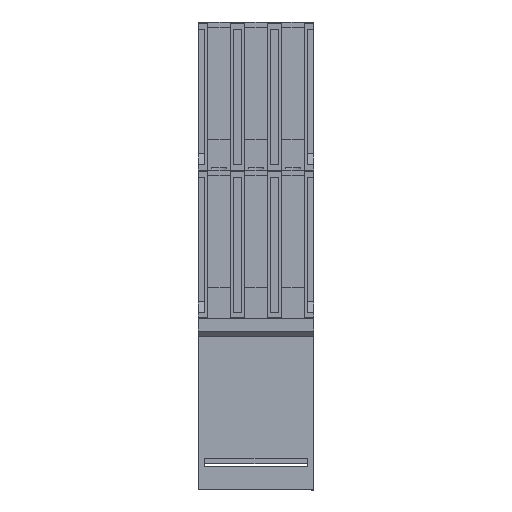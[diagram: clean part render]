
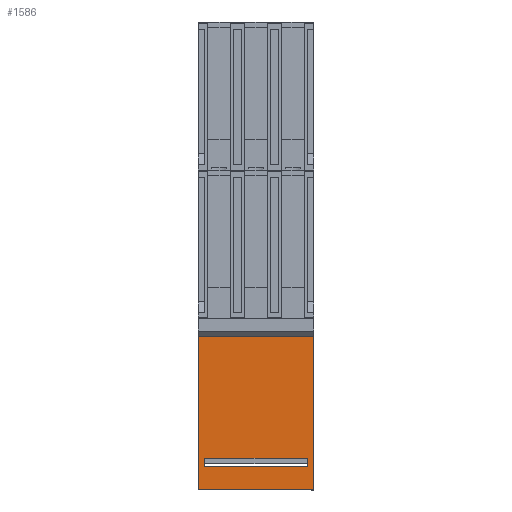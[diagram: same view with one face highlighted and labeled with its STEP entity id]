
A CAD part, front view. The second image highlights one B-rep face of the part: STEP entity #1586.
In plain terms, the highlighted planar face has unit normal (0, -1, 0).
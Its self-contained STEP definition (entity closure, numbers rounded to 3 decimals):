
#1586=ADVANCED_FACE('NONE',(#4151,#4152),#4153,.T.);
#4151=FACE_OUTER_BOUND('',#8987,.T.);
#4152=FACE_BOUND('',#8988,.T.);
#4153=PLANE('',#8989);
#8987=EDGE_LOOP('',(#19360,#19361,#19362,#19363,#19364,#19365));
#8988=EDGE_LOOP('',(#19366,#19367,#19368,#19369));
#8989=AXIS2_PLACEMENT_3D('',#19370,#19371,#19372);
#19360=ORIENTED_EDGE('',*,*,#28153,.T.);
#19361=ORIENTED_EDGE('',*,*,#28905,.F.);
#19362=ORIENTED_EDGE('',*,*,#28906,.F.);
#19363=ORIENTED_EDGE('',*,*,#28876,.F.);
#19364=ORIENTED_EDGE('',*,*,#28907,.F.);
#19365=ORIENTED_EDGE('',*,*,#28760,.T.);
#19366=ORIENTED_EDGE('',*,*,#28908,.F.);
#19367=ORIENTED_EDGE('',*,*,#28909,.F.);
#19368=ORIENTED_EDGE('',*,*,#28910,.F.);
#19369=ORIENTED_EDGE('',*,*,#28392,.F.);
#19370=CARTESIAN_POINT('',(0.0,13.89,29.9));
#19371=DIRECTION('',(0.0,-1.0,0.0));
#19372=DIRECTION('',(0.0,0.0,1.0));
#28153=EDGE_CURVE('NONE',#32990,#32988,#32991,.T.);
#28392=EDGE_CURVE('NONE',#33392,#33394,#33395,.T.);
#28760=EDGE_CURVE('NONE',#33984,#32990,#33985,.T.);
#28876=EDGE_CURVE('NONE',#34186,#34181,#34188,.T.);
#28905=EDGE_CURVE('NONE',#34229,#32988,#34230,.T.);
#28906=EDGE_CURVE('NONE',#34181,#34229,#34231,.T.);
#28907=EDGE_CURVE('NONE',#33984,#34186,#34232,.T.);
#28908=EDGE_CURVE('NONE',#34233,#33392,#34234,.T.);
#28909=EDGE_CURVE('NONE',#34235,#34233,#34236,.T.);
#28910=EDGE_CURVE('NONE',#33394,#34235,#34237,.T.);
#32988=VERTEX_POINT('NONE',#40762);
#32990=VERTEX_POINT('NONE',#40765);
#32991=LINE('',#40766,#40767);
#33392=VERTEX_POINT('NONE',#41338);
#33394=VERTEX_POINT('NONE',#41341);
#33395=LINE('',#41342,#41343);
#33984=VERTEX_POINT('NONE',#42174);
#33985=LINE('',#42175,#42176);
#34181=VERTEX_POINT('NONE',#42470);
#34186=VERTEX_POINT('NONE',#42477);
#34188=LINE('',#42480,#42481);
#34229=VERTEX_POINT('NONE',#42540);
#34230=LINE('',#42541,#42542);
#34231=LINE('',#42543,#42544);
#34232=LINE('',#42545,#42546);
#34233=VERTEX_POINT('NONE',#42547);
#34234=LINE('',#42548,#42549);
#34235=VERTEX_POINT('NONE',#42550);
#34236=LINE('',#42551,#42552);
#34237=LINE('',#42553,#42554);
#40762=CARTESIAN_POINT('',(22.5,13.89,0.));
#40765=CARTESIAN_POINT('',(0.0,13.89,0.));
#40766=CARTESIAN_POINT('',(0.0,13.89,0.));
#40767=VECTOR('',#53637,1000.0);
#41338=CARTESIAN_POINT('',(1.253,13.89,4.5));
#41341=CARTESIAN_POINT('',(21.253,13.89,4.5));
#41342=CARTESIAN_POINT('',(0.0,13.89,4.5));
#41343=VECTOR('',#53965,1000.0);
#42174=CARTESIAN_POINT('',(0.0,13.89,29.9));
#42175=CARTESIAN_POINT('',(0.0,13.89,29.9));
#42176=VECTOR('',#54433,1000.0);
#42470=CARTESIAN_POINT('',(22.48,13.89,29.9));
#42477=CARTESIAN_POINT('',(0.02,13.89,29.9));
#42480=CARTESIAN_POINT('',(0.0,13.89,29.9));
#42481=VECTOR('',#54550,1000.0);
#42540=CARTESIAN_POINT('',(22.5,13.89,29.9));
#42541=CARTESIAN_POINT('',(22.5,13.89,29.9));
#42542=VECTOR('',#54581,1000.0);
#42543=CARTESIAN_POINT('',(0.0,13.89,29.9));
#42544=VECTOR('',#54582,1000.0);
#42545=CARTESIAN_POINT('',(0.0,13.89,29.9));
#42546=VECTOR('',#54583,1000.0);
#42547=CARTESIAN_POINT('',(1.253,13.89,6.2));
#42548=CARTESIAN_POINT('',(1.253,13.89,29.9));
#42549=VECTOR('',#54584,1000.0);
#42550=CARTESIAN_POINT('',(21.253,13.89,6.2));
#42551=CARTESIAN_POINT('',(0.0,13.89,6.2));
#42552=VECTOR('',#54585,1000.0);
#42553=CARTESIAN_POINT('',(21.253,13.89,29.9));
#42554=VECTOR('',#54586,1000.0);
#53637=DIRECTION('',(1.0,0.0,0.0));
#53965=DIRECTION('',(1.0,0.0,0.0));
#54433=DIRECTION('',(0.0,0.0,-1.0));
#54550=DIRECTION('',(1.0,0.0,0.0));
#54581=DIRECTION('',(0.0,0.0,-1.0));
#54582=DIRECTION('',(1.0,0.0,0.0));
#54583=DIRECTION('',(1.0,0.0,0.0));
#54584=DIRECTION('',(0.0,0.0,-1.0));
#54585=DIRECTION('',(-1.0,0.0,0.0));
#54586=DIRECTION('',(0.0,0.0,1.0));
